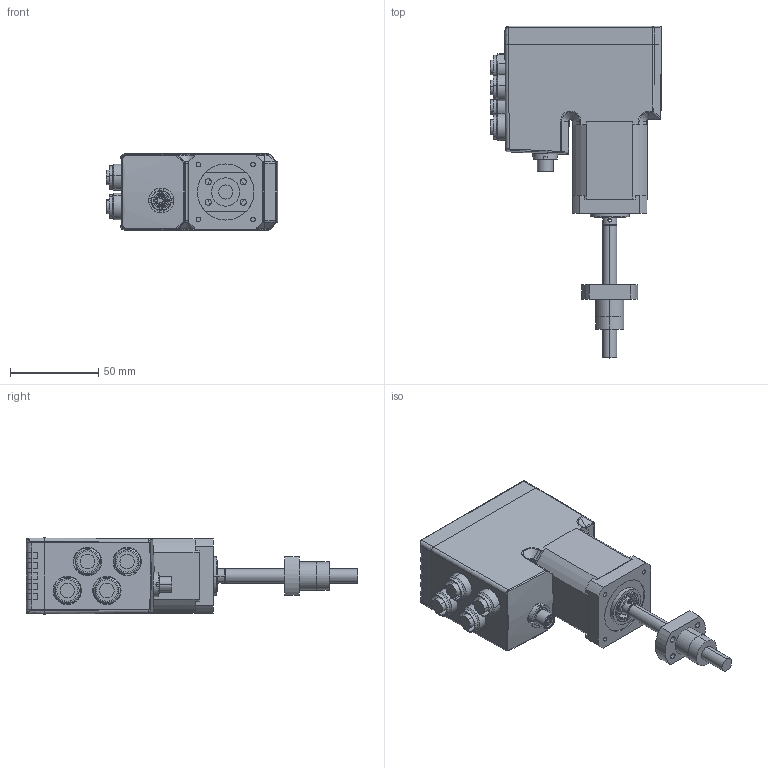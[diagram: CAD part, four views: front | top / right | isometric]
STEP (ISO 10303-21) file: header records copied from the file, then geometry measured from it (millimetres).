
FILE_DESCRIPTION (( 'STEP AP214' ), '1' );
FILE_NAME ('MIS176 Ø8x75mm spindle STO R1.STEP', '2020-05-07T02:03:53', ( '' ), ( '' ), 'SwSTEP 2.0', 'SolidWorks 2018', '' );
FILE_SCHEMA (( 'AUTOMOTIVE_DESIGN' ));
Length unit declared in the file: millimetre
Products named in the file (2): MIS176 Ø8x75mm spindle STO R1
Bounding box: 96.94 x 188 x 43.06 mm (x, y, z)
Volume: 331697.1 mm3; surface area: 45156.5 mm2
Topology: 6 solids, 7 shells, 695 faces, 1671 edges, 1016 vertices
Faces by surface type: cylinder 272, plane 271, cone 62, bspline 55, torus 29, sphere 6
Entity records: 32132 total; most frequent: CARTESIAN_POINT 8823, ORIENTED_EDGE 3318, DIRECTION 3185, EDGE_CURVE 1659, AXIS2_PLACEMENT_3D 1234, VERTEX_POINT 1016, EDGE_LOOP 773, LINE 717
